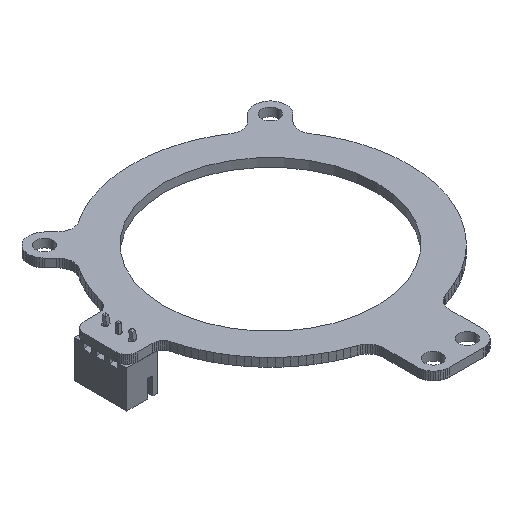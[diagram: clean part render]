
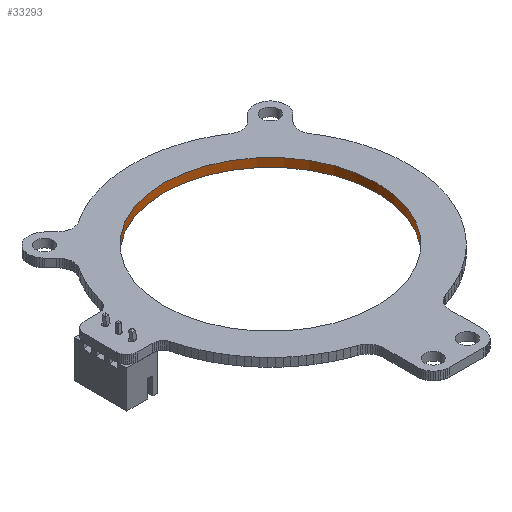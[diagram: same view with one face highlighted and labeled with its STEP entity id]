
A CAD part, isometric view. The second image highlights one B-rep face of the part: STEP entity #33293.
In plain terms, the highlighted cylindrical face has radius 20 mm (diameter 40 mm), a full revolution.
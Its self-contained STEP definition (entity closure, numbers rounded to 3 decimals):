
#8300 = PLANE('',#8301);
#8301 = AXIS2_PLACEMENT_3D('',#8302,#8303,#8304);
#8302 = CARTESIAN_POINT('',(114.765,-100.481,1.6));
#8303 = DIRECTION('',(-0.,-0.,-1.));
#8304 = DIRECTION('',(-1.,0.,0.));
#8354 = PLANE('',#8355);
#8355 = AXIS2_PLACEMENT_3D('',#8356,#8357,#8358);
#8356 = CARTESIAN_POINT('',(114.765,-100.481,0.));
#8357 = DIRECTION('',(-0.,-0.,-1.));
#8358 = DIRECTION('',(-1.,0.,0.));
#17236 = EDGE_CURVE('',#17237,#17237,#17239,.T.);
#17237 = VERTEX_POINT('',#17238);
#17238 = CARTESIAN_POINT('',(136.426,-99.295,0.));
#17239 = SURFACE_CURVE('',#17240,(#17245,#17256),.PCURVE_S1.);
#17240 = CIRCLE('',#17241,20.);
#17241 = AXIS2_PLACEMENT_3D('',#17242,#17243,#17244);
#17242 = CARTESIAN_POINT('',(116.426,-99.295,0.));
#17243 = DIRECTION('',(0.,0.,1.));
#17244 = DIRECTION('',(1.,0.,-0.));
#17245 = PCURVE('',#8354,#17246);
#17246 = DEFINITIONAL_REPRESENTATION('',(#17247),#17255);
#17247 = ( BOUNDED_CURVE() B_SPLINE_CURVE(2,(#17248,#17249,#17250,#17251
    ,#17252,#17253,#17254),.UNSPECIFIED.,.T.,.F.) 
B_SPLINE_CURVE_WITH_KNOTS((1,2,2,2,2,1),(-2.094,0.,
    2.094,4.189,6.283,8.378),
.UNSPECIFIED.) CURVE() GEOMETRIC_REPRESENTATION_ITEM() 
RATIONAL_B_SPLINE_CURVE((1.,0.5,1.,0.5,1.,0.5,1.)) REPRESENTATION_ITEM(
  '') );
#17248 = CARTESIAN_POINT('',(-21.661,1.187));
#17249 = CARTESIAN_POINT('',(-21.661,35.828));
#17250 = CARTESIAN_POINT('',(8.339,18.507));
#17251 = CARTESIAN_POINT('',(38.339,1.187));
#17252 = CARTESIAN_POINT('',(8.339,-16.134));
#17253 = CARTESIAN_POINT('',(-21.661,-33.454));
#17254 = CARTESIAN_POINT('',(-21.661,1.187));
#17255 = ( GEOMETRIC_REPRESENTATION_CONTEXT(2) 
PARAMETRIC_REPRESENTATION_CONTEXT() REPRESENTATION_CONTEXT('2D SPACE',''
  ) );
#17256 = PCURVE('',#17257,#17262);
#17257 = CYLINDRICAL_SURFACE('',#17258,20.);
#17258 = AXIS2_PLACEMENT_3D('',#17259,#17260,#17261);
#17259 = CARTESIAN_POINT('',(116.426,-99.295,0.));
#17260 = DIRECTION('',(0.,0.,1.));
#17261 = DIRECTION('',(1.,0.,-0.));
#17262 = DEFINITIONAL_REPRESENTATION('',(#17263),#17267);
#17263 = LINE('',#17264,#17265);
#17264 = CARTESIAN_POINT('',(0.,0.));
#17265 = VECTOR('',#17266,1.);
#17266 = DIRECTION('',(1.,0.));
#17267 = ( GEOMETRIC_REPRESENTATION_CONTEXT(2) 
PARAMETRIC_REPRESENTATION_CONTEXT() REPRESENTATION_CONTEXT('2D SPACE',''
  ) );
#24683 = EDGE_CURVE('',#24684,#24684,#24686,.T.);
#24684 = VERTEX_POINT('',#24685);
#24685 = CARTESIAN_POINT('',(136.426,-99.295,1.6));
#24686 = SURFACE_CURVE('',#24687,(#24692,#24703),.PCURVE_S1.);
#24687 = CIRCLE('',#24688,20.);
#24688 = AXIS2_PLACEMENT_3D('',#24689,#24690,#24691);
#24689 = CARTESIAN_POINT('',(116.426,-99.295,1.6));
#24690 = DIRECTION('',(0.,0.,1.));
#24691 = DIRECTION('',(1.,0.,-0.));
#24692 = PCURVE('',#8300,#24693);
#24693 = DEFINITIONAL_REPRESENTATION('',(#24694),#24702);
#24694 = ( BOUNDED_CURVE() B_SPLINE_CURVE(2,(#24695,#24696,#24697,#24698
    ,#24699,#24700,#24701),.UNSPECIFIED.,.T.,.F.) 
B_SPLINE_CURVE_WITH_KNOTS((1,2,2,2,2,1),(-2.094,0.,
    2.094,4.189,6.283,8.378),
.UNSPECIFIED.) CURVE() GEOMETRIC_REPRESENTATION_ITEM() 
RATIONAL_B_SPLINE_CURVE((1.,0.5,1.,0.5,1.,0.5,1.)) REPRESENTATION_ITEM(
  '') );
#24695 = CARTESIAN_POINT('',(-21.661,1.187));
#24696 = CARTESIAN_POINT('',(-21.661,35.828));
#24697 = CARTESIAN_POINT('',(8.339,18.507));
#24698 = CARTESIAN_POINT('',(38.339,1.187));
#24699 = CARTESIAN_POINT('',(8.339,-16.134));
#24700 = CARTESIAN_POINT('',(-21.661,-33.454));
#24701 = CARTESIAN_POINT('',(-21.661,1.187));
#24702 = ( GEOMETRIC_REPRESENTATION_CONTEXT(2) 
PARAMETRIC_REPRESENTATION_CONTEXT() REPRESENTATION_CONTEXT('2D SPACE',''
  ) );
#24703 = PCURVE('',#17257,#24704);
#24704 = DEFINITIONAL_REPRESENTATION('',(#24705),#24709);
#24705 = LINE('',#24706,#24707);
#24706 = CARTESIAN_POINT('',(0.,1.6));
#24707 = VECTOR('',#24708,1.);
#24708 = DIRECTION('',(1.,0.));
#24709 = ( GEOMETRIC_REPRESENTATION_CONTEXT(2) 
PARAMETRIC_REPRESENTATION_CONTEXT() REPRESENTATION_CONTEXT('2D SPACE',''
  ) );
#33293 = ADVANCED_FACE('',(#33294),#17257,.F.);
#33294 = FACE_BOUND('',#33295,.F.);
#33295 = EDGE_LOOP('',(#33296,#33297,#33318,#33319));
#33296 = ORIENTED_EDGE('',*,*,#24683,.F.);
#33297 = ORIENTED_EDGE('',*,*,#33298,.F.);
#33298 = EDGE_CURVE('',#17237,#24684,#33299,.T.);
#33299 = SEAM_CURVE('',#33300,(#33304,#33311),.PCURVE_S1.);
#33300 = LINE('',#33301,#33302);
#33301 = CARTESIAN_POINT('',(136.426,-99.295,0.));
#33302 = VECTOR('',#33303,1.);
#33303 = DIRECTION('',(0.,0.,1.));
#33304 = PCURVE('',#17257,#33305);
#33305 = DEFINITIONAL_REPRESENTATION('',(#33306),#33310);
#33306 = LINE('',#33307,#33308);
#33307 = CARTESIAN_POINT('',(6.283,-0.));
#33308 = VECTOR('',#33309,1.);
#33309 = DIRECTION('',(0.,1.));
#33310 = ( GEOMETRIC_REPRESENTATION_CONTEXT(2) 
PARAMETRIC_REPRESENTATION_CONTEXT() REPRESENTATION_CONTEXT('2D SPACE',''
  ) );
#33311 = PCURVE('',#17257,#33312);
#33312 = DEFINITIONAL_REPRESENTATION('',(#33313),#33317);
#33313 = LINE('',#33314,#33315);
#33314 = CARTESIAN_POINT('',(0.,-0.));
#33315 = VECTOR('',#33316,1.);
#33316 = DIRECTION('',(0.,1.));
#33317 = ( GEOMETRIC_REPRESENTATION_CONTEXT(2) 
PARAMETRIC_REPRESENTATION_CONTEXT() REPRESENTATION_CONTEXT('2D SPACE',''
  ) );
#33318 = ORIENTED_EDGE('',*,*,#17236,.T.);
#33319 = ORIENTED_EDGE('',*,*,#33298,.T.);
